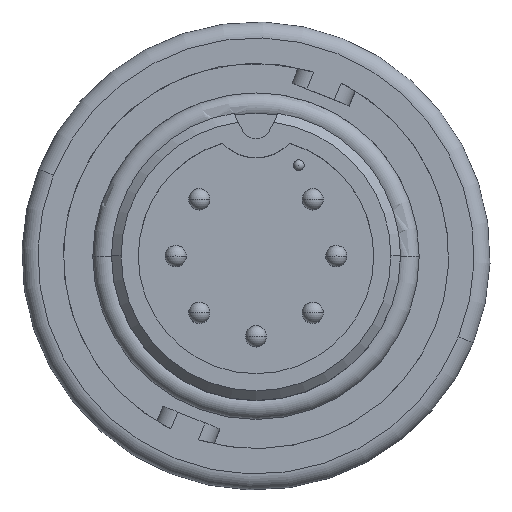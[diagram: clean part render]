
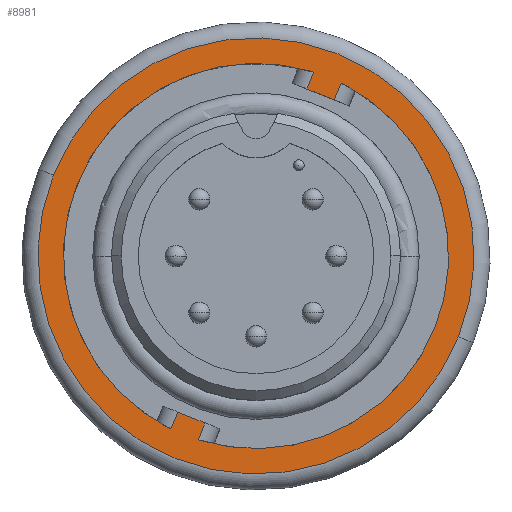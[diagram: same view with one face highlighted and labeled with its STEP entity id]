
A CAD part, top view. The second image highlights one B-rep face of the part: STEP entity #8981.
In plain terms, the highlighted planar face has unit normal (0, 0, 1).
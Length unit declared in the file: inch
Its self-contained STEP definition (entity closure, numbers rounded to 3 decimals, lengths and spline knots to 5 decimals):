
#289 = VERTEX_POINT ( 'NONE', #12783 ) ;
#293 = VERTEX_POINT ( 'NONE', #12773 ) ;
#298 = VERTEX_POINT ( 'NONE', #13141 ) ;
#315 = VERTEX_POINT ( 'NONE', #13186 ) ;
#322 = VERTEX_POINT ( 'NONE', #13581 ) ;
#359 = VERTEX_POINT ( 'NONE', #13226 ) ;
#367 = VERTEX_POINT ( 'NONE', #13528 ) ;
#732 = DIRECTION ( 'NONE',  ( 0.928, -0.371, 0. ) ) ;
#733 = DIRECTION ( 'NONE',  ( 0., 0., 1. ) ) ;
#734 = CARTESIAN_POINT ( 'NONE',  ( 0., 0., -0.013 ) ) ;
#735 = PLANE ( 'NONE',  #1323 ) ;
#1057 = VECTOR ( 'NONE', #18043, 39.37008 ) ;
#1059 = VECTOR ( 'NONE', #17886, 39.37008 ) ;
#1060 = VECTOR ( 'NONE', #17964, 39.37008 ) ;
#1061 = VECTOR ( 'NONE', #17926, 39.37008 ) ;
#1067 = AXIS2_PLACEMENT_3D ( 'NONE', #17996, #17989, #17991 ) ;
#1069 = AXIS2_PLACEMENT_3D ( 'NONE', #17969, #18045, #18048 ) ;
#1091 = VECTOR ( 'NONE', #17972, 39.37008 ) ;
#1097 = VECTOR ( 'NONE', #17829, 39.37008 ) ;
#1099 = AXIS2_PLACEMENT_3D ( 'NONE', #17845, #17908, #17910 ) ;
#1323 = AXIS2_PLACEMENT_3D ( 'NONE', #734, #733, #732 ) ;
#1328 = FACE_OUTER_BOUND ( 'NONE', #14174, .T. ) ;
#1385 = FACE_BOUND ( 'NONE', #14175, .T. ) ;
#1453 = AXIS2_PLACEMENT_3D ( 'NONE', #16365, #16364, #16363 ) ;
#1469 = AXIS2_PLACEMENT_3D ( 'NONE', #16377, #16376, #16375 ) ;
#2830 = CIRCLE ( 'NONE', #1069, 0.4075 ) ;
#2831 = CIRCLE ( 'NONE', #1067, 0.36 ) ;
#2834 = CIRCLE ( 'NONE', #1099, 0.36 ) ;
#3180 = EDGE_CURVE ( 'NONE', #359, #293, #17824, .T. ) ;
#3188 = EDGE_CURVE ( 'NONE', #315, #367, #17973, .T. ) ;
#3210 = EDGE_CURVE ( 'NONE', #298, #15157, #2834, .T. ) ;
#3224 = EDGE_CURVE ( 'NONE', #322, #289, #2831, .T. ) ;
#3227 = EDGE_CURVE ( 'NONE', #15093, #367, #17971, .T. ) ;
#3228 = EDGE_CURVE ( 'NONE', #322, #315, #17929, .T. ) ;
#3229 = EDGE_CURVE ( 'NONE', #289, #293, #17966, .T. ) ;
#3230 = EDGE_CURVE ( 'NONE', #298, #359, #18038, .T. ) ;
#3231 = EDGE_CURVE ( 'NONE', #15111, #15166, #2830, .T. ) ;
#3498 = CIRCLE ( 'NONE', #1453, 0.4075 ) ;
#3500 = CIRCLE ( 'NONE', #1469, 0.36 ) ;
#8712 = EDGE_CURVE ( 'NONE', #15157, #15093, #3500, .T. ) ;
#8716 = EDGE_CURVE ( 'NONE', #15166, #15111, #3498, .T. ) ;
#8981 = ADVANCED_FACE ( 'NONE', ( #1385, #1328 ), #735, .T. ) ;
#11883 = CARTESIAN_POINT ( 'NONE',  ( 0.15884, 0.32307, -0.013 ) ) ;
#12773 = CARTESIAN_POINT ( 'NONE',  ( -0.14623, -0.29155, -0.013 ) ) ;
#12783 = CARTESIAN_POINT ( 'NONE',  ( -0.15884, -0.32307, -0.013 ) ) ;
#13141 = CARTESIAN_POINT ( 'NONE',  ( -0.10777, -0.34349, -0.013 ) ) ;
#13186 = CARTESIAN_POINT ( 'NONE',  ( 0.09516, 0.31197, -0.013 ) ) ;
#13226 = CARTESIAN_POINT ( 'NONE',  ( -0.09516, -0.31197, -0.013 ) ) ;
#13528 = CARTESIAN_POINT ( 'NONE',  ( 0.14623, 0.29155, -0.013 ) ) ;
#13581 = CARTESIAN_POINT ( 'NONE',  ( 0.10777, 0.34349, -0.013 ) ) ;
#14174 = EDGE_LOOP ( 'NONE', ( #15336, #15337 ) ) ;
#14175 = EDGE_LOOP ( 'NONE', ( #15327, #15328, #15329, #15326, #15330, #15331, #15332, #15333, #15334 ) ) ;
#14679 = CARTESIAN_POINT ( 'NONE',  ( 0.37836, -0.15133, -0.013 ) ) ;
#14688 = CARTESIAN_POINT ( 'NONE',  ( 0.33425, -0.13369, -0.013 ) ) ;
#14734 = CARTESIAN_POINT ( 'NONE',  ( -0.37836, 0.15133, -0.013 ) ) ;
#15093 = VERTEX_POINT ( 'NONE', #11883 ) ;
#15111 = VERTEX_POINT ( 'NONE', #14734 ) ;
#15157 = VERTEX_POINT ( 'NONE', #14688 ) ;
#15166 = VERTEX_POINT ( 'NONE', #14679 ) ;
#15326 = ORIENTED_EDGE ( 'NONE', *, *, #3229, .F. ) ;
#15327 = ORIENTED_EDGE ( 'NONE', *, *, #3210, .F. ) ;
#15328 = ORIENTED_EDGE ( 'NONE', *, *, #3230, .T. ) ;
#15329 = ORIENTED_EDGE ( 'NONE', *, *, #3180, .T. ) ;
#15330 = ORIENTED_EDGE ( 'NONE', *, *, #3224, .F. ) ;
#15331 = ORIENTED_EDGE ( 'NONE', *, *, #3228, .T. ) ;
#15332 = ORIENTED_EDGE ( 'NONE', *, *, #3188, .T. ) ;
#15333 = ORIENTED_EDGE ( 'NONE', *, *, #3227, .F. ) ;
#15334 = ORIENTED_EDGE ( 'NONE', *, *, #8712, .F. ) ;
#15336 = ORIENTED_EDGE ( 'NONE', *, *, #8716, .T. ) ;
#15337 = ORIENTED_EDGE ( 'NONE', *, *, #3231, .T. ) ;
#16363 = DIRECTION ( 'NONE',  ( 0.928, -0.371, 0. ) ) ;
#16364 = DIRECTION ( 'NONE',  ( 0., 0., 1. ) ) ;
#16365 = CARTESIAN_POINT ( 'NONE',  ( 0., 0., -0.013 ) ) ;
#16375 = DIRECTION ( 'NONE',  ( 0.928, -0.371, 0. ) ) ;
#16376 = DIRECTION ( 'NONE',  ( 0., 0., 1. ) ) ;
#16377 = CARTESIAN_POINT ( 'NONE',  ( 0., 0., -0.013 ) ) ;
#17824 = LINE ( 'NONE', #17827, #1097 ) ;
#17827 = CARTESIAN_POINT ( 'NONE',  ( -0.09516, -0.31197, -0.013 ) ) ;
#17829 = DIRECTION ( 'NONE',  ( -0.928, 0.371, 0. ) ) ;
#17845 = CARTESIAN_POINT ( 'NONE',  ( 0., 0., -0.013 ) ) ;
#17884 = CARTESIAN_POINT ( 'NONE',  ( -0.1648, -0.33797, -0.013 ) ) ;
#17886 = DIRECTION ( 'NONE',  ( 0.371, 0.928, 0. ) ) ;
#17908 = DIRECTION ( 'NONE',  ( 0., 0., 1. ) ) ;
#17910 = DIRECTION ( 'NONE',  ( 0.928, -0.371, 0. ) ) ;
#17924 = CARTESIAN_POINT ( 'NONE',  ( 0.1648, 0.33797, -0.013 ) ) ;
#17926 = DIRECTION ( 'NONE',  ( -0.371, -0.928, 0. ) ) ;
#17929 = LINE ( 'NONE', #17931, #1060 ) ;
#17931 = CARTESIAN_POINT ( 'NONE',  ( 0.11373, 0.35839, -0.013 ) ) ;
#17933 = CARTESIAN_POINT ( 'NONE',  ( 0.09516, 0.31197, -0.013 ) ) ;
#17964 = DIRECTION ( 'NONE',  ( -0.371, -0.928, 0. ) ) ;
#17966 = LINE ( 'NONE', #17884, #1059 ) ;
#17969 = CARTESIAN_POINT ( 'NONE',  ( 0., 0., -0.013 ) ) ;
#17971 = LINE ( 'NONE', #17924, #1061 ) ;
#17972 = DIRECTION ( 'NONE',  ( 0.928, -0.371, 0. ) ) ;
#17973 = LINE ( 'NONE', #17933, #1091 ) ;
#17989 = DIRECTION ( 'NONE',  ( 0., 0., 1. ) ) ;
#17991 = DIRECTION ( 'NONE',  ( 0.928, -0.371, 0. ) ) ;
#17996 = CARTESIAN_POINT ( 'NONE',  ( 0., 0., -0.013 ) ) ;
#18038 = LINE ( 'NONE', #18040, #1057 ) ;
#18040 = CARTESIAN_POINT ( 'NONE',  ( -0.11373, -0.35839, -0.013 ) ) ;
#18043 = DIRECTION ( 'NONE',  ( 0.371, 0.928, 0. ) ) ;
#18045 = DIRECTION ( 'NONE',  ( 0., 0., 1. ) ) ;
#18048 = DIRECTION ( 'NONE',  ( 0.928, -0.371, 0. ) ) ;
